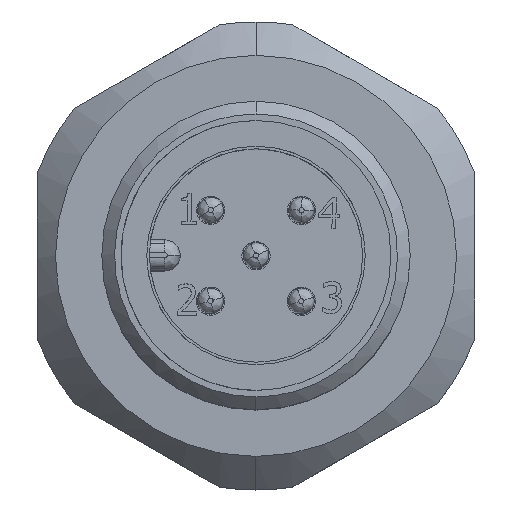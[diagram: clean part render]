
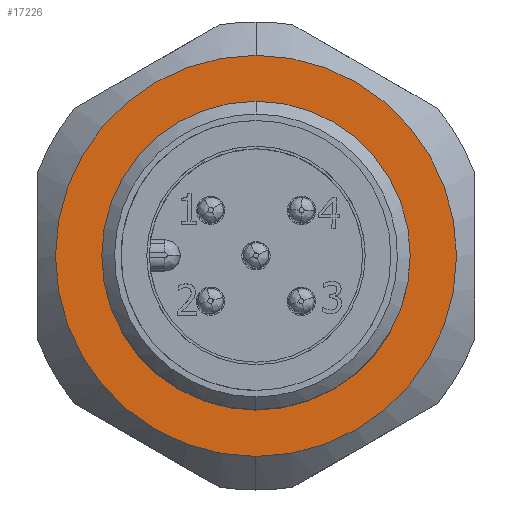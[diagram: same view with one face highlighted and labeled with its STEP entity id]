
A CAD part, top view. The second image highlights one B-rep face of the part: STEP entity #17226.
In plain terms, the highlighted planar face has unit normal (0, 0, 1).
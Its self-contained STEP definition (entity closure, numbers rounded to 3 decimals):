
#16701=AXIS2_PLACEMENT_3D('Plane Axis2P3D',#16698,#16699,#16700) ;
#17161=AXIS2_PLACEMENT_3D('Circle Axis2P3D',#17159,#17160,$) ;
#17178=AXIS2_PLACEMENT_3D('Circle Axis2P3D',#17176,#17177,$) ;
#17190=AXIS2_PLACEMENT_3D('Circle Axis2P3D',#17188,#17189,$) ;
#17199=AXIS2_PLACEMENT_3D('Circle Axis2P3D',#17197,#17198,$) ;
#17206=AXIS2_PLACEMENT_3D('Circle Axis2P3D',#17204,#17205,$) ;
#17213=AXIS2_PLACEMENT_3D('Circle Axis2P3D',#17211,#17212,$) ;
#16698=CARTESIAN_POINT('Axis2P3D Location',(8.5,1.55,13.3)) ;
#17149=CARTESIAN_POINT('Vertex',(8.5,15.1,13.3)) ;
#17156=CARTESIAN_POINT('Vertex',(8.5,3.1,13.3)) ;
#17159=CARTESIAN_POINT('Axis2P3D Location',(8.5,9.1,13.3)) ;
#17176=CARTESIAN_POINT('Axis2P3D Location',(8.5,9.1,13.3)) ;
#17188=CARTESIAN_POINT('Axis2P3D Location',(8.5,9.1,13.3)) ;
#17192=CARTESIAN_POINT('Vertex',(0.7,9.117,13.3)) ;
#17194=CARTESIAN_POINT('Vertex',(8.5,1.3,13.3)) ;
#17197=CARTESIAN_POINT('Axis2P3D Location',(8.5,9.1,13.3)) ;
#17201=CARTESIAN_POINT('Vertex',(16.3,9.083,13.3)) ;
#17204=CARTESIAN_POINT('Axis2P3D Location',(8.5,9.1,13.3)) ;
#17208=CARTESIAN_POINT('Vertex',(8.5,16.9,13.3)) ;
#17211=CARTESIAN_POINT('Axis2P3D Location',(8.5,9.1,13.3)) ;
#16699=DIRECTION('Axis2P3D Direction',(0.,0.,1.)) ;
#16700=DIRECTION('Axis2P3D XDirection',(-1.,0.,0.)) ;
#17160=DIRECTION('Axis2P3D Direction',(0.,0.,1.)) ;
#17177=DIRECTION('Axis2P3D Direction',(0.,0.,1.)) ;
#17189=DIRECTION('Axis2P3D Direction',(0.,0.,1.)) ;
#17198=DIRECTION('Axis2P3D Direction',(0.,0.,1.)) ;
#17205=DIRECTION('Axis2P3D Direction',(0.,0.,1.)) ;
#17212=DIRECTION('Axis2P3D Direction',(0.,0.,1.)) ;
#17217=ORIENTED_EDGE('',*,*,#17196,.T.) ;
#17218=ORIENTED_EDGE('',*,*,#17203,.T.) ;
#17219=ORIENTED_EDGE('',*,*,#17210,.T.) ;
#17220=ORIENTED_EDGE('',*,*,#17215,.T.) ;
#17223=ORIENTED_EDGE('',*,*,#17163,.F.) ;
#17224=ORIENTED_EDGE('',*,*,#17180,.F.) ;
#17225=FACE_BOUND('',#17222,.T.) ;
#17226=ADVANCED_FACE('V3',(#17221,#17225),#16702,.T.) ;
#17162=CIRCLE('generated circle',#17161,6.) ;
#17179=CIRCLE('generated circle',#17178,6.) ;
#17191=CIRCLE('generated circle',#17190,7.8) ;
#17200=CIRCLE('generated circle',#17199,7.8) ;
#17207=CIRCLE('generated circle',#17206,7.8) ;
#17214=CIRCLE('generated circle',#17213,7.8) ;
#17163=EDGE_CURVE('',#17157,#17150,#17162,.T.) ;
#17180=EDGE_CURVE('',#17150,#17157,#17179,.T.) ;
#17196=EDGE_CURVE('',#17193,#17195,#17191,.T.) ;
#17203=EDGE_CURVE('',#17195,#17202,#17200,.T.) ;
#17210=EDGE_CURVE('',#17202,#17209,#17207,.T.) ;
#17215=EDGE_CURVE('',#17209,#17193,#17214,.T.) ;
#17216=EDGE_LOOP('',(#17217,#17218,#17219,#17220)) ;
#17222=EDGE_LOOP('',(#17223,#17224)) ;
#17221=FACE_OUTER_BOUND('',#17216,.T.) ;
#16702=PLANE('',#16701) ;
#17150=VERTEX_POINT('',#17149) ;
#17157=VERTEX_POINT('',#17156) ;
#17193=VERTEX_POINT('',#17192) ;
#17195=VERTEX_POINT('',#17194) ;
#17202=VERTEX_POINT('',#17201) ;
#17209=VERTEX_POINT('',#17208) ;
